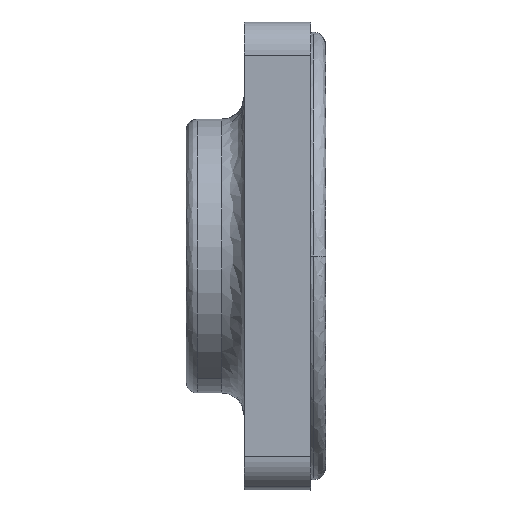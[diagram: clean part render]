
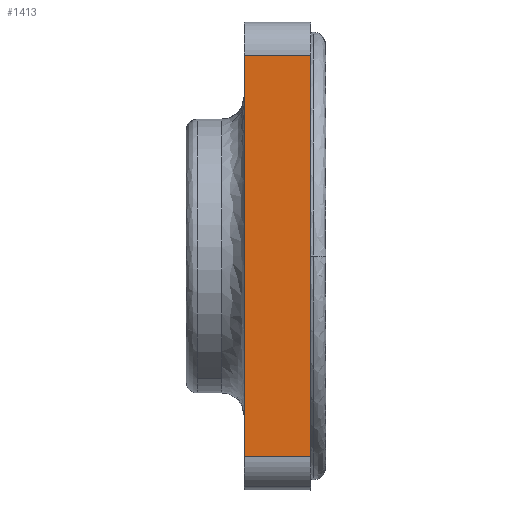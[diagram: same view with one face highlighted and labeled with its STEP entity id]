
A CAD part, front view. The second image highlights one B-rep face of the part: STEP entity #1413.
In plain terms, the highlighted planar face has unit normal (0, -1, 0).
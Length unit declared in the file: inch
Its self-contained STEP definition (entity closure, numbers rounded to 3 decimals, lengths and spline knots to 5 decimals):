
#11 = ORIENTED_EDGE ( 'NONE', *, *, #1229, .T. ) ;
#20 = EDGE_CURVE ( 'NONE', #1644, #1490, #1494, .T. ) ;
#72 = LINE ( 'NONE', #1615, #993 ) ;
#104 = DIRECTION ( 'NONE',  ( 1., 0., 0. ) ) ;
#116 = CARTESIAN_POINT ( 'NONE',  ( -0.375, -1.312, 1.1245 ) ) ;
#138 = CARTESIAN_POINT ( 'NONE',  ( -0.375, -1.312, -1.1245 ) ) ;
#169 = VERTEX_POINT ( 'NONE', #138 ) ;
#278 = CARTESIAN_POINT ( 'NONE',  ( -0.375, -1.312, -1.1245 ) ) ;
#430 = CARTESIAN_POINT ( 'NONE',  ( -0.375, -1.312, 0. ) ) ;
#524 = VECTOR ( 'NONE', #579, 39.37008 ) ;
#531 = PLANE ( 'NONE',  #645 ) ;
#579 = DIRECTION ( 'NONE',  ( 0., 0., 1. ) ) ;
#582 = DIRECTION ( 'NONE',  ( 0., 0., 1. ) ) ;
#605 = CARTESIAN_POINT ( 'NONE',  ( 0., -1.312, -1.1245 ) ) ;
#645 = AXIS2_PLACEMENT_3D ( 'NONE', #430, #1222, #1381 ) ;
#684 = LINE ( 'NONE', #278, #1138 ) ;
#746 = CARTESIAN_POINT ( 'NONE',  ( 0., -1.312, 1.1245 ) ) ;
#945 = EDGE_LOOP ( 'NONE', ( #1248, #11, #1613, #1521 ) ) ;
#993 = VECTOR ( 'NONE', #1452, 39.37008 ) ;
#1046 = CARTESIAN_POINT ( 'NONE',  ( 0., -1.312, -1.1245 ) ) ;
#1138 = VECTOR ( 'NONE', #582, 39.37008 ) ;
#1153 = EDGE_CURVE ( 'NONE', #1498, #1490, #1426, .T. ) ;
#1188 = CARTESIAN_POINT ( 'NONE',  ( -0.375, -1.312, 1.1245 ) ) ;
#1222 = DIRECTION ( 'NONE',  ( 0., -1., 0. ) ) ;
#1229 = EDGE_CURVE ( 'NONE', #169, #1498, #72, .T. ) ;
#1248 = ORIENTED_EDGE ( 'NONE', *, *, #1692, .F. ) ;
#1381 = DIRECTION ( 'NONE',  ( 0.707, 0., -0.707 ) ) ;
#1413 = ADVANCED_FACE ( 'NONE', ( #1670 ), #531, .T. ) ;
#1426 = LINE ( 'NONE', #605, #524 ) ;
#1452 = DIRECTION ( 'NONE',  ( 1., 0., 0. ) ) ;
#1490 = VERTEX_POINT ( 'NONE', #746 ) ;
#1494 = LINE ( 'NONE', #1188, #1711 ) ;
#1498 = VERTEX_POINT ( 'NONE', #1046 ) ;
#1521 = ORIENTED_EDGE ( 'NONE', *, *, #20, .F. ) ;
#1613 = ORIENTED_EDGE ( 'NONE', *, *, #1153, .T. ) ;
#1615 = CARTESIAN_POINT ( 'NONE',  ( -0.375, -1.312, -1.1245 ) ) ;
#1644 = VERTEX_POINT ( 'NONE', #116 ) ;
#1670 = FACE_OUTER_BOUND ( 'NONE', #945, .T. ) ;
#1692 = EDGE_CURVE ( 'NONE', #169, #1644, #684, .T. ) ;
#1711 = VECTOR ( 'NONE', #104, 39.37008 ) ;
